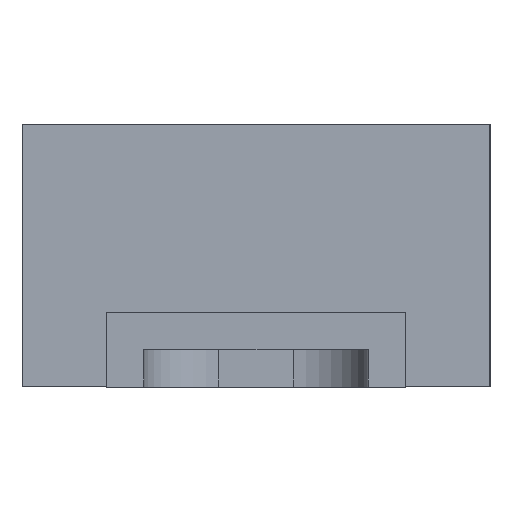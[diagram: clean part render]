
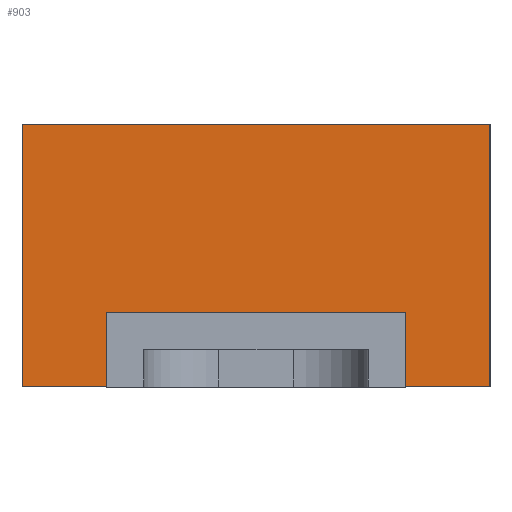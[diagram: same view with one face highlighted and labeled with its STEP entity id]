
A CAD part, front view. The second image highlights one B-rep face of the part: STEP entity #903.
In plain terms, the highlighted planar face has unit normal (0, -1, 0).
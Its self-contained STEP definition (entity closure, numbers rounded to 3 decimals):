
#101=FACE_OUTER_BOUND('',#146,.T.);
#146=EDGE_LOOP('',(#737,#738,#739,#740,#741,#742,#743,#744));
#157=LINE('',#1268,#249);
#180=LINE('',#1323,#272);
#201=LINE('',#1377,#293);
#238=LINE('',#1486,#330);
#239=LINE('',#1488,#331);
#240=LINE('',#1490,#332);
#241=LINE('',#1492,#333);
#242=LINE('',#1493,#334);
#249=VECTOR('',#1016,10.);
#272=VECTOR('',#1061,10.);
#293=VECTOR('',#1114,10.);
#330=VECTOR('',#1221,10.);
#331=VECTOR('',#1222,10.);
#332=VECTOR('',#1223,10.);
#333=VECTOR('',#1224,10.);
#334=VECTOR('',#1225,10.);
#341=VERTEX_POINT('',#1266);
#342=VERTEX_POINT('',#1267);
#363=VERTEX_POINT('',#1322);
#380=VERTEX_POINT('',#1376);
#417=VERTEX_POINT('',#1485);
#418=VERTEX_POINT('',#1487);
#419=VERTEX_POINT('',#1489);
#420=VERTEX_POINT('',#1491);
#425=EDGE_CURVE('',#341,#342,#157,.T.);
#452=EDGE_CURVE('',#342,#363,#180,.T.);
#479=EDGE_CURVE('',#363,#380,#201,.T.);
#533=EDGE_CURVE('',#380,#417,#238,.T.);
#534=EDGE_CURVE('',#417,#418,#239,.T.);
#535=EDGE_CURVE('',#419,#418,#240,.T.);
#536=EDGE_CURVE('',#420,#419,#241,.T.);
#537=EDGE_CURVE('',#420,#341,#242,.T.);
#737=ORIENTED_EDGE('',*,*,#479,.T.);
#738=ORIENTED_EDGE('',*,*,#533,.T.);
#739=ORIENTED_EDGE('',*,*,#534,.T.);
#740=ORIENTED_EDGE('',*,*,#535,.F.);
#741=ORIENTED_EDGE('',*,*,#536,.F.);
#742=ORIENTED_EDGE('',*,*,#537,.T.);
#743=ORIENTED_EDGE('',*,*,#425,.T.);
#744=ORIENTED_EDGE('',*,*,#452,.T.);
#826=PLANE('',#995);
#903=ADVANCED_FACE('',(#101),#826,.T.);
#995=AXIS2_PLACEMENT_3D('',#1484,#1219,#1220);
#1016=DIRECTION('',(0.,0.,1.));
#1061=DIRECTION('',(1.,0.,0.));
#1114=DIRECTION('',(0.,0.,-1.));
#1219=DIRECTION('center_axis',(0.,-1.,0.));
#1220=DIRECTION('ref_axis',(1.,0.,0.));
#1221=DIRECTION('',(1.,0.,0.));
#1222=DIRECTION('',(0.,0.,1.));
#1223=DIRECTION('',(1.,0.,0.));
#1224=DIRECTION('',(0.,0.,1.));
#1225=DIRECTION('',(1.,0.,0.));
#1266=CARTESIAN_POINT('',(-0.4,-1.,0.));
#1267=CARTESIAN_POINT('',(-0.4,-1.,0.2));
#1268=CARTESIAN_POINT('',(-0.4,-1.,0.));
#1322=CARTESIAN_POINT('',(0.4,-1.,0.2));
#1323=CARTESIAN_POINT('',(-0.313,-1.,0.2));
#1376=CARTESIAN_POINT('',(0.4,-1.,0.));
#1377=CARTESIAN_POINT('',(0.4,-1.,0.));
#1484=CARTESIAN_POINT('Origin',(-0.625,-1.,0.));
#1485=CARTESIAN_POINT('',(0.625,-1.,0.));
#1486=CARTESIAN_POINT('',(-0.625,-1.,0.));
#1487=CARTESIAN_POINT('',(0.625,-1.,0.7));
#1488=CARTESIAN_POINT('',(0.625,-1.,0.));
#1489=CARTESIAN_POINT('',(-0.625,-1.,0.7));
#1490=CARTESIAN_POINT('',(-0.625,-1.,0.7));
#1491=CARTESIAN_POINT('',(-0.625,-1.,0.));
#1492=CARTESIAN_POINT('',(-0.625,-1.,0.));
#1493=CARTESIAN_POINT('',(-0.625,-1.,0.));
